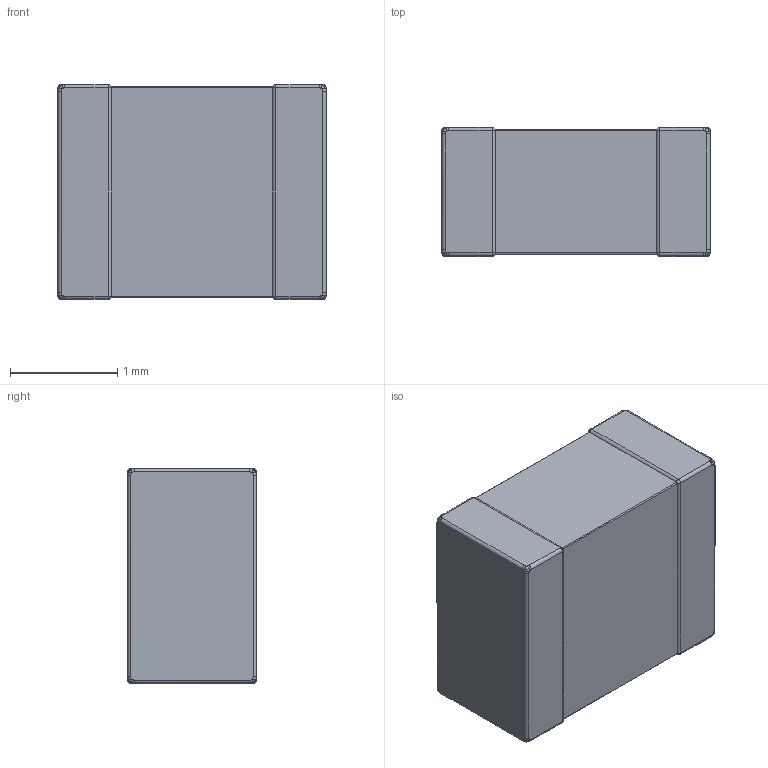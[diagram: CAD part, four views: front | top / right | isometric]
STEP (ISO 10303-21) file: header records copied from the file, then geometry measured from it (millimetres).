
FILE_DESCRIPTION (( 'STEP AP214' ), '1' );
FILE_NAME ('Inductor_2520_1.2.step', '2020-10-19T11:51:58+00:00', 'Stefan Hamminga', '', '', '', '');
FILE_SCHEMA (( 'AUTOMOTIVE_DESIGN' ));
Length unit declared in the file: millimetre
Products named in the file (1): Inductor_2520_1.2
Bounding box: 2.5 x 1.2 x 2 mm (x, y, z)
Volume: 5.8 mm3; surface area: 20.4 mm2
Topology: 1 solids, 1 shells, 98 faces, 240 edges, 136 vertices
Faces by surface type: bspline 48, cylinder 28, plane 14, sphere 8
Entity records: 4834 total; most frequent: CARTESIAN_POINT 2891, ORIENTED_EDGE 464, EDGE_CURVE 232, DIRECTION 222, B_SPLINE_CURVE_WITH_KNOTS 144, VERTEX_POINT 136, ADVANCED_FACE 98, FACE_OUTER_BOUND 98
